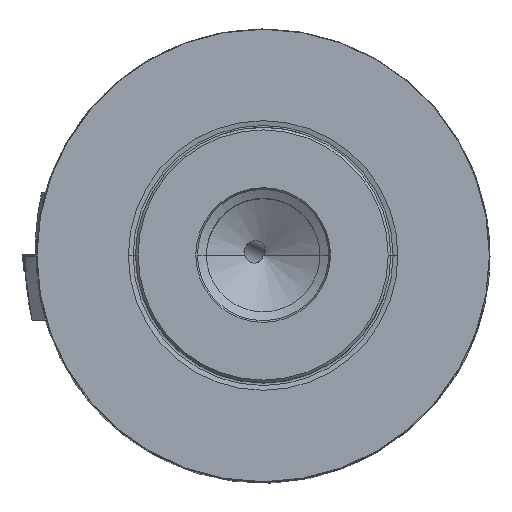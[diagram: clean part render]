
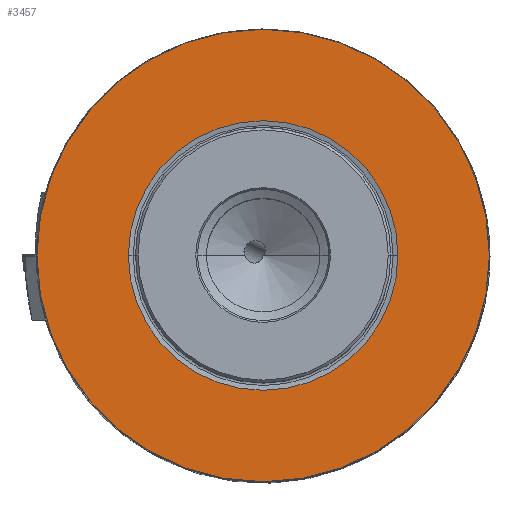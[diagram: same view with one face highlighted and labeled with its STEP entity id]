
A CAD part, top view. The second image highlights one B-rep face of the part: STEP entity #3457.
In plain terms, the highlighted planar face has unit normal (0, 0, 1).
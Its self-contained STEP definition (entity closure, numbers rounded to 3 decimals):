
#2899=EDGE_CURVE('NONE',#5297,#5009,#8452,.T.);
#3457=ADVANCED_FACE('NONE',(#9059,#9060),#9061,.T.);
#4335=EDGE_CURVE('NONE',#5009,#5297,#10033,.T.);
#4537=VERTEX_POINT('NONE',#10264);
#5009=VERTEX_POINT('NONE',#10796);
#5297=VERTEX_POINT('NONE',#11109);
#7327=EDGE_CURVE('NONE',#4537,#8317,#13347,.T.);
#7763=EDGE_CURVE('NONE',#8317,#4537,#13826,.T.);
#8317=VERTEX_POINT('NONE',#14441);
#8452=CIRCLE('',#14663,19.012);
#9059=FACE_OUTER_BOUND('',#16339,.T.);
#9060=FACE_BOUND('',#16340,.T.);
#9061=PLANE('',#16341);
#10033=CIRCLE('',#19207,19.012);
#10264=CARTESIAN_POINT('',(31.9,0.0,0.));
#10796=CARTESIAN_POINT('',(19.012,0.,0.0));
#11109=CARTESIAN_POINT('',(-19.012,0.,0.0));
#13347=CIRCLE('',#27538,31.9);
#13826=CIRCLE('',#29228,31.9);
#14441=CARTESIAN_POINT('',(-31.9,0.,0.));
#14663=AXIS2_PLACEMENT_3D('',#31192,#31193,#31194);
#16339=EDGE_LOOP('',(#31781,#31782));
#16340=EDGE_LOOP('',(#31783,#31784));
#16341=AXIS2_PLACEMENT_3D('',#31785,#31786,#31787);
#19207=AXIS2_PLACEMENT_3D('',#32722,#32723,#32724);
#27538=AXIS2_PLACEMENT_3D('',#36107,#36108,#36109);
#29228=AXIS2_PLACEMENT_3D('',#36553,#36554,#36555);
#31192=CARTESIAN_POINT('',(0.0,0.0,0.0));
#31193=DIRECTION('',(0.0,-0.0,1.0));
#31194=DIRECTION('',(0.0,1.0,0.0));
#31781=ORIENTED_EDGE('',*,*,#7327,.T.);
#31782=ORIENTED_EDGE('',*,*,#7763,.T.);
#31783=ORIENTED_EDGE('',*,*,#4335,.F.);
#31784=ORIENTED_EDGE('',*,*,#2899,.F.);
#31785=CARTESIAN_POINT('',(-18.0,0.0,0.0));
#31786=DIRECTION('',(-0.0,0.0,1.0));
#31787=DIRECTION('',(0.0,1.0,0.0));
#32722=CARTESIAN_POINT('',(0.0,0.0,0.0));
#32723=DIRECTION('',(0.0,-0.0,1.0));
#32724=DIRECTION('',(0.0,1.0,0.0));
#36107=CARTESIAN_POINT('',(0.,0.0,0.));
#36108=DIRECTION('',(0.,0.0,1.0));
#36109=DIRECTION('',(1.0,0.0,0.));
#36553=CARTESIAN_POINT('',(0.,0.0,0.));
#36554=DIRECTION('',(0.,0.0,1.0));
#36555=DIRECTION('',(1.0,0.0,0.));
